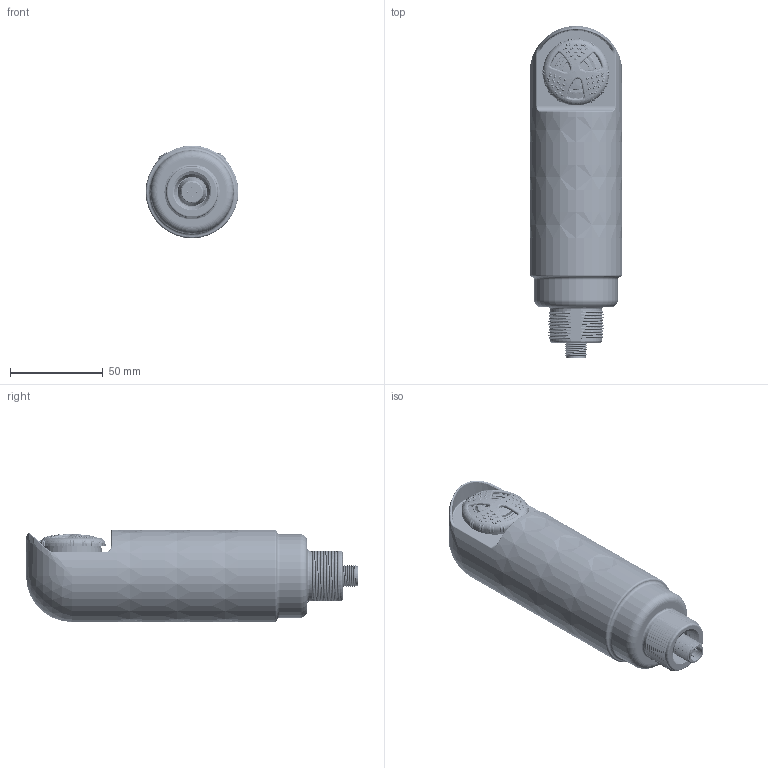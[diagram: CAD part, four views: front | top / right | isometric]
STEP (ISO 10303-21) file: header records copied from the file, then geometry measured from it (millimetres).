
FILE_DESCRIPTION((''),'2;1');
FILE_NAME('160287_ASM','2014-06-26T',('pdmadmin'),(''),'PRO/ENGINEER BY PARAMETRIC TECHNOLOGY CORPORATION, 2013230','PRO/ENGINEER BY PARAMETRIC TECHNOLOGY CORPORATION, 2013230','');
FILE_SCHEMA(('CONFIG_CONTROL_DESIGN'));
Products named in the file (14): 140410; 158231_WEB; 158948; 153229; 141960; 08427_NO_ORING; 153843_MAIN_BODY; 153843_M100PIEZO; 153843_WIRES; 153843_GASKET; 153843_NUT; 153843_VOLUME_ADJUST; 153843_ASM; 160287_ASM
Assembly tree (18 placements, depth 3):
  160287_ASM
    140410
    158231_WEB  x3
    158948  x3
    153229
    141960
    08427_NO_ORING
    153843_ASM
      153843_MAIN_BODY
      153843_M100PIEZO
      153843_WIRES
      153843_GASKET
      153843_NUT
      153843_VOLUME_ADJUST
    153843_VOLUME_ADJUST
Bounding box: 50 x 179.1 x 50 mm (x, y, z)
Volume: 102469.9 mm3; surface area: 121384.2 mm2
Topology: 16 solids, 98 shells, 3648 faces, 10067 edges, 6516 vertices
Faces by surface type: plane 1122, cylinder 934, bspline 863, torus 326, cone 304, sphere 48, extrusion 45, revolution 6
Entity records: 224878 total; most frequent: CARTESIAN_POINT 168415, ORIENTED_EDGE 12724, DIRECTION 10000, EDGE_CURVE 6603, VERTEX_POINT 4272, AXIS2_PLACEMENT_3D 3781, EDGE_LOOP 2519, VECTOR 2435
